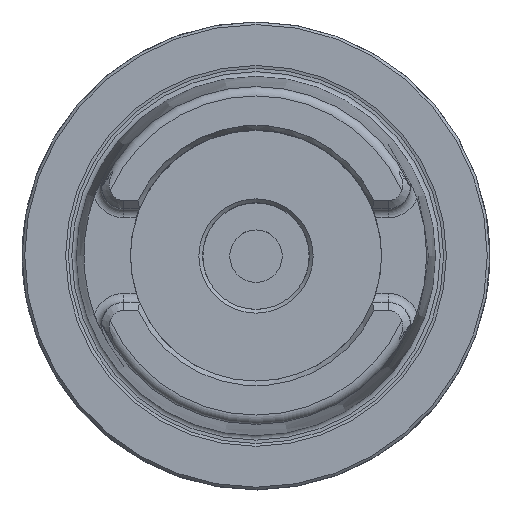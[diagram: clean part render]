
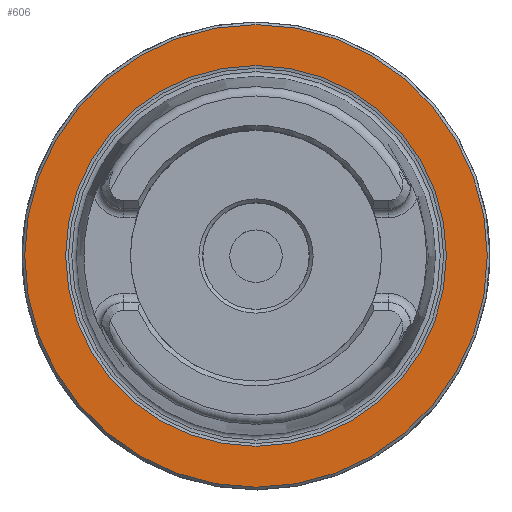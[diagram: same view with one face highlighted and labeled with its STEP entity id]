
A CAD part, top view. The second image highlights one B-rep face of the part: STEP entity #606.
In plain terms, the highlighted planar face has unit normal (0, 0, 1).
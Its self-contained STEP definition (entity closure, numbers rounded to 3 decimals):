
#516=PLANE('',#2256);
#606=ADVANCED_FACE('CU_E_LO_SU_1',(#764,#765),#516,.F.);
#764=FACE_BOUND('',#905,.T.);
#765=FACE_BOUND('',#906,.T.);
#905=EDGE_LOOP('',(#1247));
#906=EDGE_LOOP('',(#1248));
#1247=ORIENTED_EDGE('',*,*,#1898,.F.);
#1248=ORIENTED_EDGE('',*,*,#1899,.T.);
#1668=VERTEX_POINT('',#3561);
#1669=VERTEX_POINT('',#3563);
#1898=EDGE_CURVE('',#1668,#1668,#2065,.T.);
#1899=EDGE_CURVE('',#1669,#1669,#2066,.T.);
#2065=CIRCLE('',#2254,61.76);
#2066=CIRCLE('',#2255,50.83);
#2254=AXIS2_PLACEMENT_3D('',#3560,#2726,#2727);
#2255=AXIS2_PLACEMENT_3D('',#3562,#2728,#2729);
#2256=AXIS2_PLACEMENT_3D('',#3564,#2730,#2731);
#2726=DIRECTION('',(0.,0.,-1.));
#2727=DIRECTION('',(-1.,0.,0.));
#2728=DIRECTION('',(0.,0.,-1.));
#2729=DIRECTION('',(-1.,0.,0.));
#2730=DIRECTION('',(0.,0.,-1.));
#2731=DIRECTION('',(-1.,0.,0.));
#3560=CARTESIAN_POINT('',(0.,0.,0.));
#3561=CARTESIAN_POINT('',(-61.76,0.,0.));
#3562=CARTESIAN_POINT('',(0.,0.,0.));
#3563=CARTESIAN_POINT('',(-50.83,0.,0.));
#3564=CARTESIAN_POINT('',(0.,50.83,0.));
